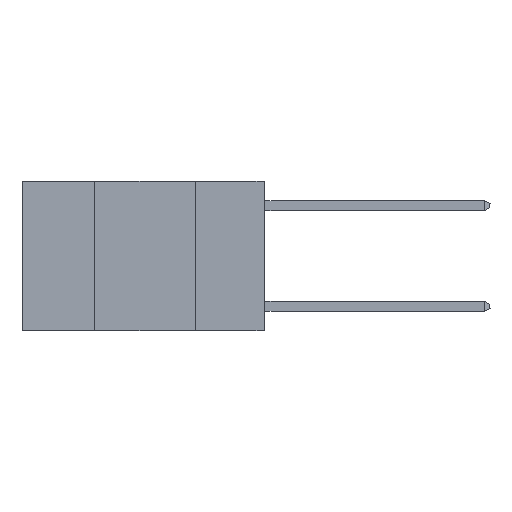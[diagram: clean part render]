
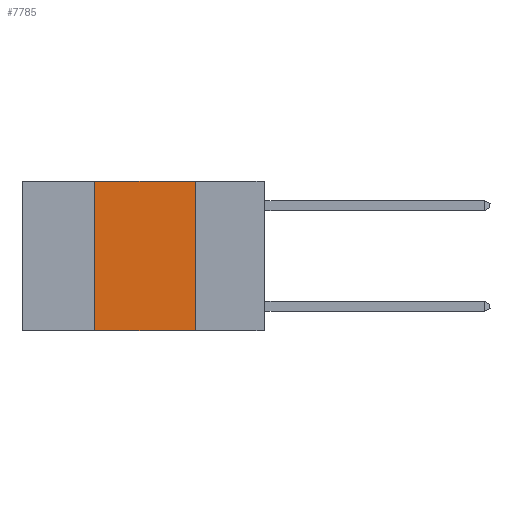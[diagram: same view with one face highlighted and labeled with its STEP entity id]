
A CAD part, left-side view. The second image highlights one B-rep face of the part: STEP entity #7785.
In plain terms, the highlighted planar face has unit normal (-1, 0, 0).
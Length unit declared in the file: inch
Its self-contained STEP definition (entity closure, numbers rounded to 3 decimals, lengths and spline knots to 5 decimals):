
#669 = DIRECTION ( 'NONE',  ( 0., -1., 0. ) ) ;
#846 = LINE ( 'NONE', #10113, #4268 ) ;
#950 = VERTEX_POINT ( 'NONE', #11274 ) ;
#1194 = DIRECTION ( 'NONE',  ( 0., 0., -1. ) ) ;
#1237 = DIRECTION ( 'NONE',  ( 0., 0., 1. ) ) ;
#1378 = VECTOR ( 'NONE', #669, 39.37008 ) ;
#2425 = AXIS2_PLACEMENT_3D ( 'NONE', #15043, #4488, #1194 ) ;
#2494 = EDGE_CURVE ( 'NONE', #11919, #15029, #5396, .T. ) ;
#3139 = CARTESIAN_POINT ( 'NONE',  ( 0., 0.42, 0. ) ) ;
#4268 = VECTOR ( 'NONE', #1237, 39.37008 ) ;
#4488 = DIRECTION ( 'NONE',  ( 1., 0., 0. ) ) ;
#4640 = CARTESIAN_POINT ( 'NONE',  ( 0., 0.17, -0.37 ) ) ;
#4702 = VECTOR ( 'NONE', #11867, 39.37008 ) ;
#5396 = LINE ( 'NONE', #13385, #4702 ) ;
#6586 = EDGE_LOOP ( 'NONE', ( #18252, #19900, #15289, #15137 ) ) ;
#7285 = EDGE_CURVE ( 'NONE', #950, #11919, #846, .T. ) ;
#7308 = CARTESIAN_POINT ( 'NONE',  ( 0., 0.17, 0. ) ) ;
#7785 = ADVANCED_FACE ( 'NONE', ( #9039 ), #15243, .F. ) ;
#8319 = CARTESIAN_POINT ( 'NONE',  ( 0., 0.6, -0.37 ) ) ;
#8802 = EDGE_CURVE ( 'NONE', #15029, #11802, #15116, .T. ) ;
#9039 = FACE_OUTER_BOUND ( 'NONE', #6586, .T. ) ;
#10113 = CARTESIAN_POINT ( 'NONE',  ( 0., 0.42, 0. ) ) ;
#10558 = VECTOR ( 'NONE', #13487, 39.37008 ) ;
#11274 = CARTESIAN_POINT ( 'NONE',  ( 0., 0.42, -0.37 ) ) ;
#11802 = VERTEX_POINT ( 'NONE', #4640 ) ;
#11867 = DIRECTION ( 'NONE',  ( 0., -1., 0. ) ) ;
#11919 = VERTEX_POINT ( 'NONE', #3139 ) ;
#13385 = CARTESIAN_POINT ( 'NONE',  ( 0., 0.6, 0. ) ) ;
#13487 = DIRECTION ( 'NONE',  ( 0., 0., -1. ) ) ;
#15029 = VERTEX_POINT ( 'NONE', #16564 ) ;
#15043 = CARTESIAN_POINT ( 'NONE',  ( 0., 0.6, 0. ) ) ;
#15116 = LINE ( 'NONE', #7308, #10558 ) ;
#15137 = ORIENTED_EDGE ( 'NONE', *, *, #17699, .T. ) ;
#15243 = PLANE ( 'NONE',  #2425 ) ;
#15289 = ORIENTED_EDGE ( 'NONE', *, *, #7285, .F. ) ;
#16023 = LINE ( 'NONE', #8319, #1378 ) ;
#16564 = CARTESIAN_POINT ( 'NONE',  ( 0., 0.17, 0. ) ) ;
#17699 = EDGE_CURVE ( 'NONE', #950, #11802, #16023, .T. ) ;
#18252 = ORIENTED_EDGE ( 'NONE', *, *, #8802, .F. ) ;
#19900 = ORIENTED_EDGE ( 'NONE', *, *, #2494, .F. ) ;
